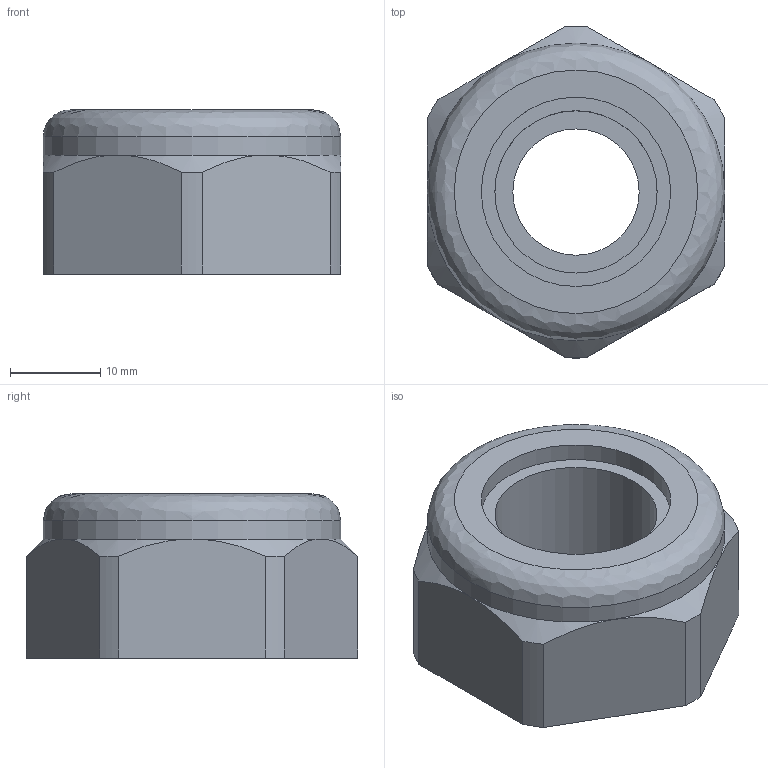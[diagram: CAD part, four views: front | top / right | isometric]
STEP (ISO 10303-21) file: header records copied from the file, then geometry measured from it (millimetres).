
FILE_DESCRIPTION(/* description */ (''),/* implementation_level */ '2;1');
FILE_NAME(/* name */ '100861713ugm000_a.stp',/* time_stamp */ '2019-11-20T13:09:34+01:00',/* author */ (''),/* organization */ (''),/* preprocessor_version */ 'ST-DEVELOPER v16.7',/* originating_system */ 'SIEMENS PLM Software NX 12.0',/* authorisation */ '');
FILE_SCHEMA (('AUTOMOTIVE_DESIGN { 1 0 10303 214 3 1 1 1 }'));
Length unit declared in the file: millimetre
Products named in the file (1): 100861713ugm000_a
Bounding box: 33 x 36.79 x 18.2 mm (x, y, z)
Volume: 10733.8 mm3; surface area: 7503.1 mm2
Topology: 2 solids, 2 shells, 143 faces, 468 edges, 435 vertices
Faces by surface type: plane 105, cylinder 26, cone 8, bspline 2, extrusion 2
Full cylindrical faces by diameter (mm): 0.797 x1, 0.942 x1, 14 x1, 18 x1, 21 x1, 22.8 x1, 24 x1, 24.38 x1, 26.78 x1, 27 x1, 28.78 x1, 33 x1
Entity records: 6134 total; most frequent: CARTESIAN_POINT 1133, DIRECTION 772, ORIENTED_EDGE 728, EDGE_CURVE 364, VECTOR 330, LINE 328, VERTEX_POINT 261, AXIS2_PLACEMENT_3D 221
